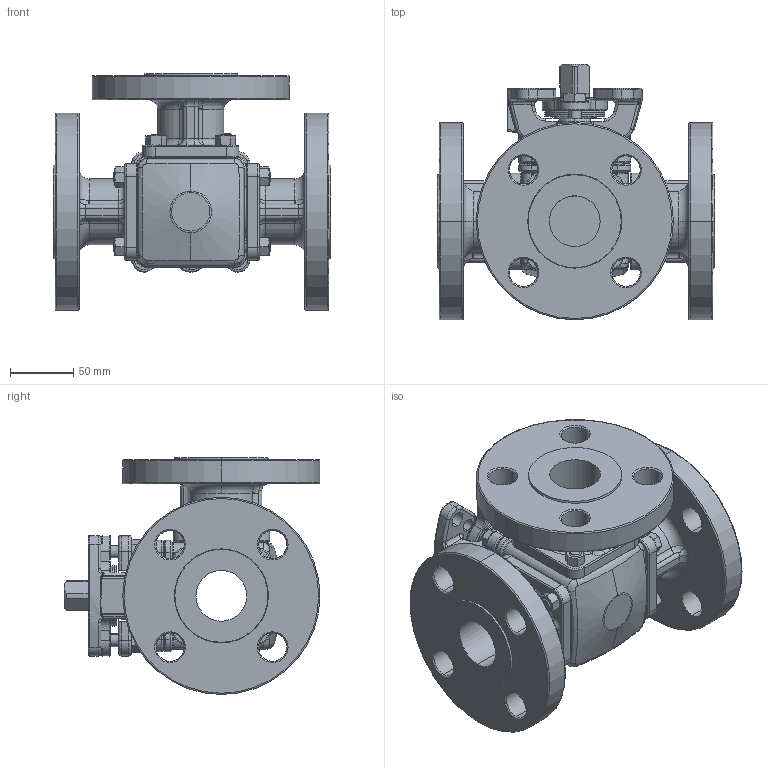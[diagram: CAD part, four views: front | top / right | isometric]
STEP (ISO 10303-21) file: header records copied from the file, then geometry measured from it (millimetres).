
FILE_DESCRIPTION (( 'STEP AP214' ), '1' );
FILE_NAME ('31-F3-0150-XXX BARE STEM.step', '2019-08-21T18:10:16', ( '' ), ( '' ), 'SwSTEP 2.0', 'SolidWorks 2019', '' );
FILE_SCHEMA (( 'AUTOMOTIVE_DESIGN' ));
Length unit declared in the file: inch
Products named in the file (2): 31-F3-0150-XXX BARE STEM
Bounding box: 218.95 x 201.7 x 186.7 mm (x, y, z)
Surface area: 295649.6 mm2 (no closed solid volume)
Topology: 0 solids, 50 shells, 996 faces, 2646 edges, 1662 vertices
Faces by surface type: cylinder 322, plane 240, bspline 194, cone 156, torus 78, sphere 6
Entity records: 53522 total; most frequent: CARTESIAN_POINT 17104, DIRECTION 4935, ORIENTED_EDGE 4673, EDGE_CURVE 2637, AXIS2_PLACEMENT_3D 2073, VERTEX_POINT 1662, CIRCLE 1269, EDGE_LOOP 1116
